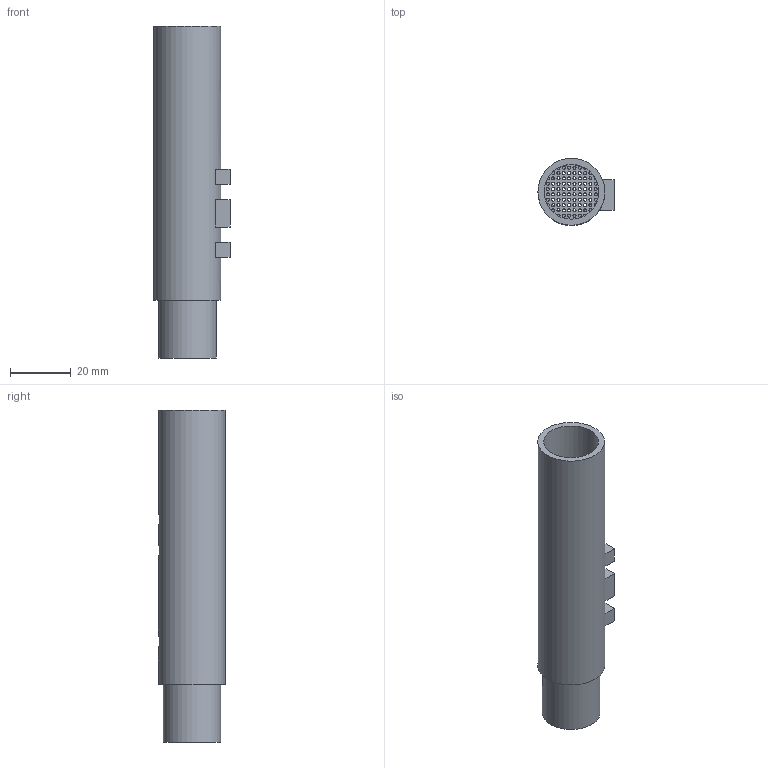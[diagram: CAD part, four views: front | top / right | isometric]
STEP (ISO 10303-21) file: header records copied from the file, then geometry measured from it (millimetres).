
FILE_DESCRIPTION(('FreeCAD Model'),'2;1');
FILE_NAME('INH-pneumotachograph-22-19mm-1.0x1.75-3mm-v8.step','2020-04-08T14:53:14',('Author'),(''), 'Open CASCADE STEP processor 7.3','FreeCAD','Unknown');
FILE_SCHEMA(('AUTOMOTIVE_DESIGN { 1 0 10303 214 1 1 1 1 }'));
Length unit declared in the file: millimetre
Products named in the file (1): Fusion
Bounding box: 25 x 22 x 109 mm (x, y, z)
Volume: 14617.8 mm3; surface area: 15094.2 mm2
Topology: 1 solids, 1 shells, 121 faces, 387 edges, 260 vertices
Faces by surface type: cylinder 100, plane 21
Full cylindrical faces by diameter (mm): 1 x77, 4.9 x3, 14.8 x1, 18 x1, 19 x1, 22 x1
Entity records: 12111 total; most frequent: CARTESIAN_POINT 3129, DIRECTION 1561, ORIENTED_EDGE 774, PCURVE 774, DEFINITIONAL_REPRESENTATION 774, LINE 627, VECTOR 627, CIRCLE 460
